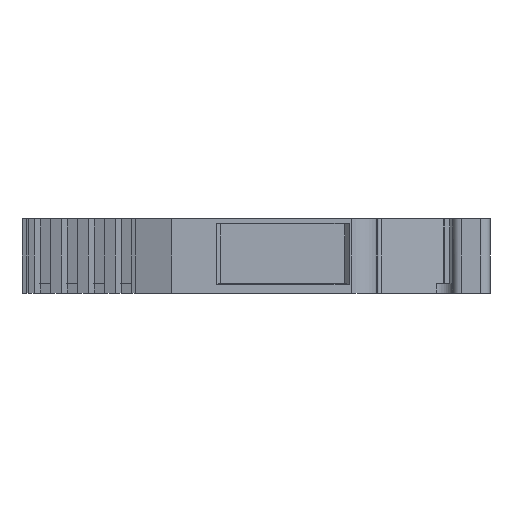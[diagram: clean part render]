
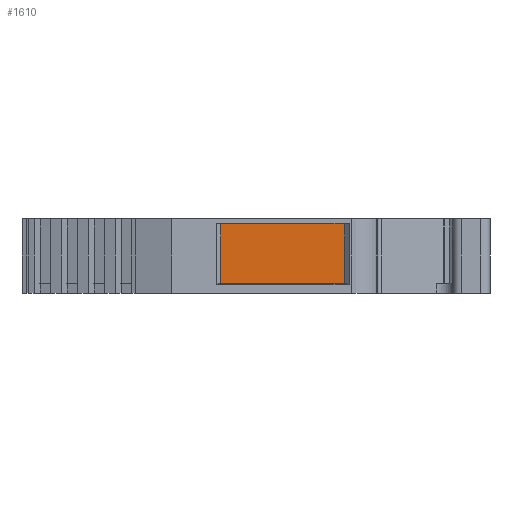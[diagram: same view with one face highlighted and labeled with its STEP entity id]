
A CAD part, left-side view. The second image highlights one B-rep face of the part: STEP entity #1610.
In plain terms, the highlighted planar face has unit normal (-1, 0, 0).
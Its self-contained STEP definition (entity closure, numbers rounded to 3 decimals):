
#107 = CARTESIAN_POINT ( 'NONE',  ( -34.5, -21.408, 7.454 ) ) ;
#136 = ORIENTED_EDGE ( 'NONE', *, *, #2460, .T. ) ;
#157 = ORIENTED_EDGE ( 'NONE', *, *, #2613, .T. ) ;
#1272 = DIRECTION ( 'NONE',  ( 0., 1., 0. ) ) ;
#1610 = ADVANCED_FACE ( 'NONE', ( #7415 ), #4176, .T. ) ;
#1945 = VECTOR ( 'NONE', #4555, 1000. ) ;
#2136 = ORIENTED_EDGE ( 'NONE', *, *, #6927, .T. ) ;
#2316 = CARTESIAN_POINT ( 'NONE',  ( -34.5, -28.1, 7.454 ) ) ;
#2460 = EDGE_CURVE ( 'NONE', #6599, #3355, #2778, .T. ) ;
#2494 = VECTOR ( 'NONE', #1272, 1000. ) ;
#2613 = EDGE_CURVE ( 'NONE', #3355, #6517, #2823, .T. ) ;
#2643 = CARTESIAN_POINT ( 'NONE',  ( -34.5, -35.488, 92.885 ) ) ;
#2778 = LINE ( 'NONE', #6937, #8293 ) ;
#2823 = LINE ( 'NONE', #4117, #1945 ) ;
#2946 = EDGE_LOOP ( 'NONE', ( #157, #2136, #5643, #136 ) ) ;
#3118 = AXIS2_PLACEMENT_3D ( 'NONE', #2643, #7144, #3284 ) ;
#3172 = VERTEX_POINT ( 'NONE', #107 ) ;
#3189 = CARTESIAN_POINT ( 'NONE',  ( -34.5, -34.792, 1.069 ) ) ;
#3284 = DIRECTION ( 'NONE',  ( 0., 0., 1. ) ) ;
#3355 = VERTEX_POINT ( 'NONE', #3189 ) ;
#4067 = CARTESIAN_POINT ( 'NONE',  ( -34.5, -21.408, 1.069 ) ) ;
#4117 = CARTESIAN_POINT ( 'NONE',  ( -34.5, -34.792, 2.3 ) ) ;
#4176 = PLANE ( 'NONE',  #3118 ) ;
#4220 = LINE ( 'NONE', #2316, #2494 ) ;
#4333 = CARTESIAN_POINT ( 'NONE',  ( -34.5, -21.408, 6.9 ) ) ;
#4555 = DIRECTION ( 'NONE',  ( 0., 0., 1. ) ) ;
#5526 = VECTOR ( 'NONE', #8164, 1000. ) ;
#5643 = ORIENTED_EDGE ( 'NONE', *, *, #7942, .T. ) ;
#5721 = LINE ( 'NONE', #4333, #5526 ) ;
#6517 = VERTEX_POINT ( 'NONE', #7925 ) ;
#6599 = VERTEX_POINT ( 'NONE', #4067 ) ;
#6887 = DIRECTION ( 'NONE',  ( 0., -1., 0. ) ) ;
#6927 = EDGE_CURVE ( 'NONE', #6517, #3172, #4220, .T. ) ;
#6937 = CARTESIAN_POINT ( 'NONE',  ( -34.5, -28.1, 1.069 ) ) ;
#7144 = DIRECTION ( 'NONE',  ( -1., 0., 0. ) ) ;
#7415 = FACE_OUTER_BOUND ( 'NONE', #2946, .T. ) ;
#7925 = CARTESIAN_POINT ( 'NONE',  ( -34.5, -34.792, 7.454 ) ) ;
#7942 = EDGE_CURVE ( 'NONE', #3172, #6599, #5721, .T. ) ;
#8164 = DIRECTION ( 'NONE',  ( 0., 0., -1. ) ) ;
#8293 = VECTOR ( 'NONE', #6887, 1000. ) ;
